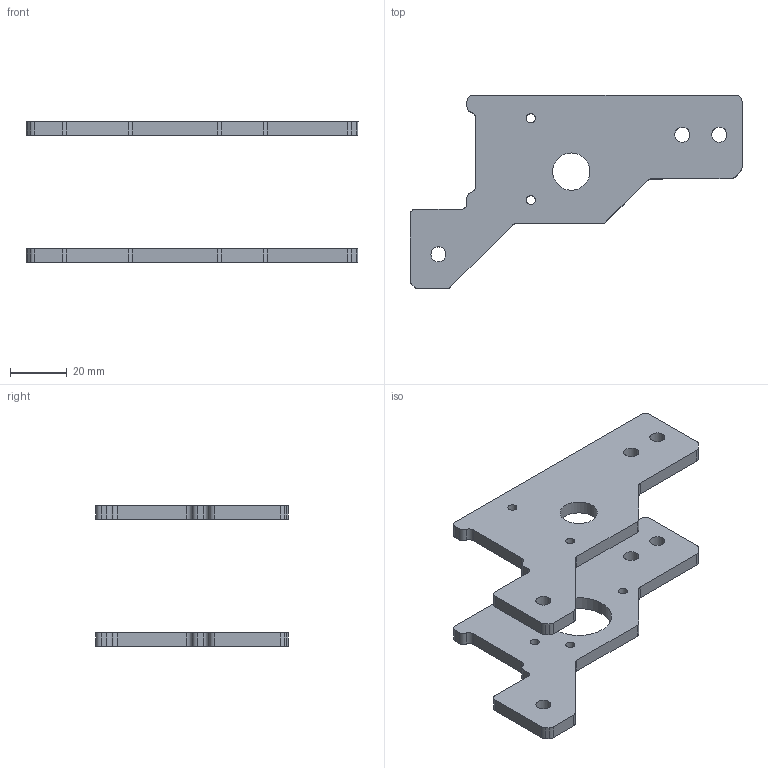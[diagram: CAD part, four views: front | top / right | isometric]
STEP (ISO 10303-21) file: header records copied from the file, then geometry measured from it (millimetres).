
FILE_DESCRIPTION(/* description */ (''),/* implementation_level */ '2;1');
FILE_NAME(/* name */ 'AB Mounts wire (LASER).step',/* time_stamp */ '2023-08-02T15:44:36-04:00',/* author */ (''),/* organization */ (''),/* preprocessor_version */ 'ST-DEVELOPER v19.2',/* originating_system */ 'Autodesk Translation Framework v12.6.0.85',/* authorisation */ '');
FILE_SCHEMA (('AUTOMOTIVE_DESIGN { 1 0 10303 214 3 1 1 }'));
Length unit declared in the file: millimetre
Products named in the file (5): WidowMaker_V3 v20; Gantry; Left_Gantry_Parts; Left_B_Motor_Parts; bottombase
Assembly tree (4 placements, depth 5):
  WidowMaker_V3 v20
    Gantry
      Left_Gantry_Parts
        Left_B_Motor_Parts
          bottombase
Bounding box: 116.74 x 67.86 x 49.4 mm (x, y, z)
Volume: 36964.6 mm3; surface area: 20280.2 mm2
Topology: 2 solids, 2 shells, 79 faces, 225 edges, 150 vertices
Faces by surface type: cylinder 47, plane 32
Full cylindrical faces by diameter (mm): 3.2 x7, 5.3 x6, 13.1 x1, 23 x1
Entity records: 2801 total; most frequent: DIRECTION 495, CARTESIAN_POINT 463, ORIENTED_EDGE 450, EDGE_CURVE 225, AXIS2_PLACEMENT_3D 182, VERTEX_POINT 150, LINE 131, VECTOR 131
